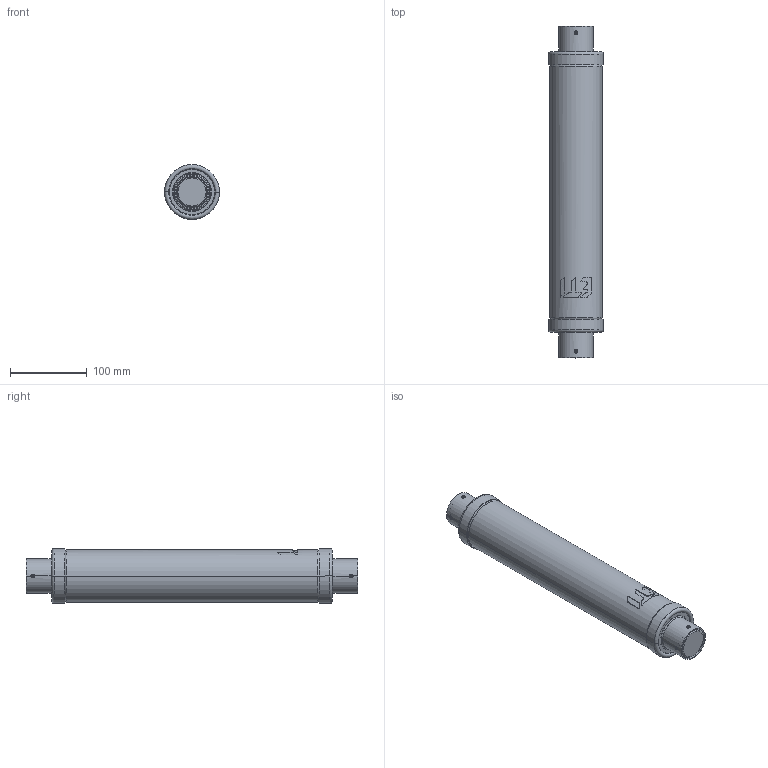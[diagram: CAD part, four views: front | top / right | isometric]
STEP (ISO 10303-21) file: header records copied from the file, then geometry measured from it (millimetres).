
FILE_DESCRIPTION((''),'2;1');
FILE_NAME('68_367_ASM','2021-04-02T',('marketing.praksa'),('Audax d.o.o.'),'CREO PARAMETRIC BY PTC INC, 2017480','CREO PARAMETRIC BY PTC INC, 2017480','');
FILE_SCHEMA(('AUTOMOTIVE_DESIGN { 1 0 10303 214 1 1 1 1 }'));
Length unit declared in the file: millimetre
Products named in the file (11): 0000030782_1_1_2_1; 0000061570_1_1_2_1; 0000061580_1_1_2_1; 0000069054_1_1_2_3_4_1_1; 0000069054_1_1_2_3_4_2_1; 0000069054_1_1_2_3_4_3_1; ASM0101_ASM; 0000069054_1_1_2_3_4_ASM_1_ASM; 0000032411_1_1_2_3_4_5_6_7_8_13; BASE-68-367; 68_367_ASM
Assembly tree (11 placements, depth 4):
  68_367_ASM
    0000030782_1_1_2_1  x2
    0000061570_1_1_2_1
    0000061580_1_1_2_1
    0000069054_1_1_2_3_4_ASM_1_ASM
      ASM0101_ASM
        0000069054_1_1_2_3_4_1_1
        0000069054_1_1_2_3_4_2_1
        0000069054_1_1_2_3_4_3_1
    0000032411_1_1_2_3_4_5_6_7_8_13
    BASE-68-367
Bounding box: 71.6 x 433 x 71.6 mm (x, y, z)
Volume: 614497.7 mm3; surface area: 197380.8 mm2
Topology: 9 solids, 9 shells, 419 faces, 1095 edges, 719 vertices
Faces by surface type: cylinder 143, plane 96, bspline 96, torus 80, cone 4
Entity records: 20454 total; most frequent: CARTESIAN_POINT 7670, ORIENTED_EDGE 1678, DIRECTION 1524, PRESENTATION_STYLE_ASSIGNMENT 966, STYLED_ITEM 847, CURVE_STYLE 839, EDGE_CURVE 839, AXIS2_PLACEMENT_3D 649
